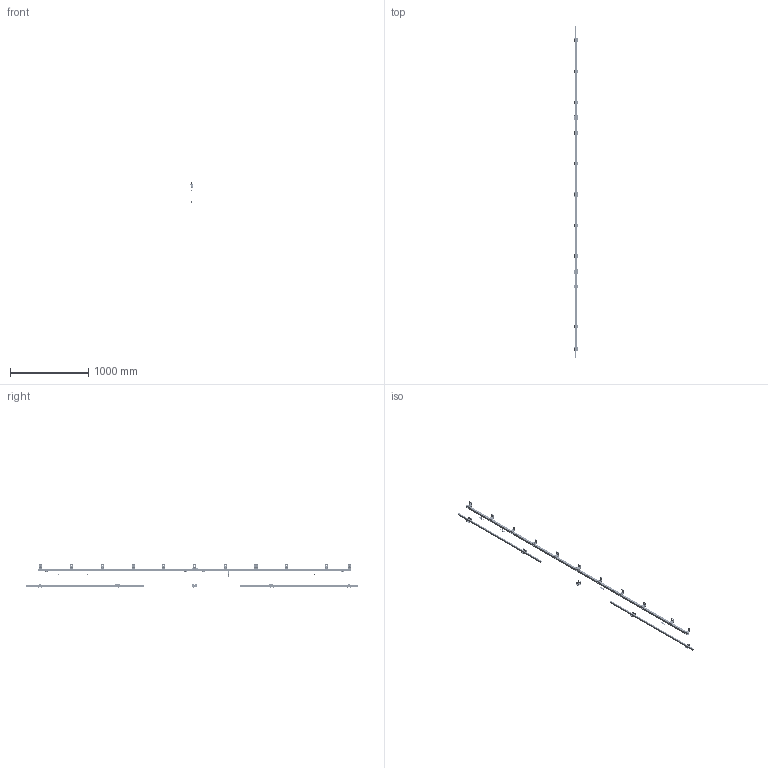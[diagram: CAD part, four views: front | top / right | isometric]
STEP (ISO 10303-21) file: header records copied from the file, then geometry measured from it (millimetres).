
FILE_DESCRIPTION(/* description */ (''),/* implementation_level */ '2;1');
FILE_NAME(/* name */ 'WSLIDE-RGV2.stp',/* time_stamp */ '2019-08-26T09:52:45+02:00',/* author */ ('WG'),/* organization */ (''),/* preprocessor_version */ 'ST-DEVELOPER v17.2',/* originating_system */ 'Autodesk Inventor 2019',/* authorisation */ '');
FILE_SCHEMA (('AUTOMOTIVE_DESIGN { 1 0 10303 214 3 1 1 }'));
Products named in the file (38): WSLIDE-RGV2; 11108V200; 21661M 21660; 21667; 06114; 11113; 21797; 21796; 06113; 06112; 06111; 1128ARG; 20885_A; 21589; 21267-B embase; 21267-B patin; VIS TH M5x30; 06003; 1109-150; 11218N; 20820; 20825_A; 20821; 09176; 21765; 06118; 14924; 11213XA2; 20827; 20834; 20829; 20833_A; 16474; 04746; ISO 4032 - M6; 06120; 06121; 20826
Assembly tree (87 placements, depth 4):
  WSLIDE-RGV2
    11113  x10
      21797
      21796
      06113
      ISO 4032 - M6
      06112
      06111
    11108V200  x2
    11218N  x4
      20820
      20825_A
      20821
      09176
    21765  x4
    06118  x4
    14924  x4
    11213XA2  x4
      20827
      20834
        20829
        20833_A
      16474
      04746
      ISO 4032 - M6
      06120
      06121
      20826
    1128ARG  x5
      20885_A
      21589
        21267-B embase
        21267-B patin  x2
        VIS TH M5x30  x2
        06003  x2
    1109-150  x2
    21661M 21660
      21667
      21797
      06114  x3
      06112  x3
      06111  x2
      ISO 4032 - M6  x3
Bounding box: 57.53 x 4232.91 x 307.3 mm (x, y, z)
Volume: 1695594 mm3; surface area: 1689465 mm2
Topology: 249 solids, 249 shells, 11795 faces, 32168 edges, 21062 vertices
Faces by surface type: plane 7511, cylinder 2434, bspline 627, torus 574, cone 513, sphere 136
Full cylindrical faces by diameter (mm): 1.939 x5, 2 x16, 3 x16, 3.242 x4, 3.5 x12, 4 x8, 4.134 x10, 4.917 x29, 5 x362, 5.1 x20, 5.5 x16, 5.95 x4, 6 x83, 6.2 x13, 6.3 x4, 6.4 x13, 6.5 x10, 6.647 x8, 7 x8, 7.9 x4, 8 x20, 8.5 x20, 8.586 x16, 8.88 x13, 9 x4, 10 x16, 10.5 x4, 12 x26, 12.2 x10, 12.414 x16
Entity records: 72913 total; most frequent: CARTESIAN_POINT 19439, DIRECTION 11001, ORIENTED_EDGE 10908, EDGE_CURVE 5454, AXIS2_PLACEMENT_3D 4047, VERTEX_POINT 3592, LINE 2907, VECTOR 2907
